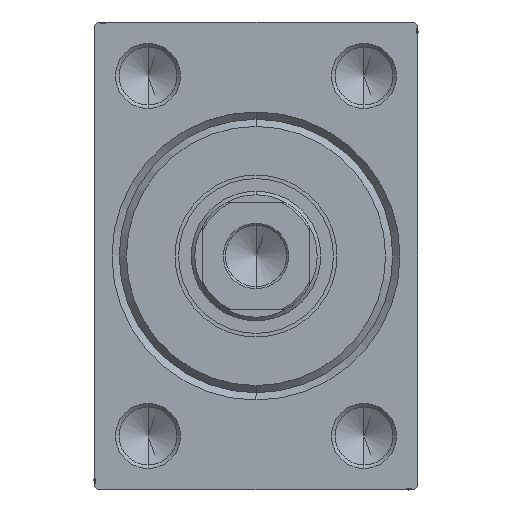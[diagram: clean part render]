
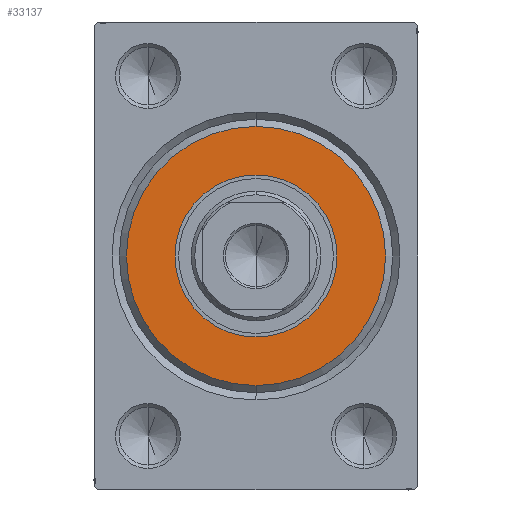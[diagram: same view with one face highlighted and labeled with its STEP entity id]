
A CAD part, left-side view. The second image highlights one B-rep face of the part: STEP entity #33137.
In plain terms, the highlighted face is planar.
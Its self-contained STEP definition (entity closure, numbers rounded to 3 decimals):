
#153 = CIRCLE ( 'NONE', #42789, 18. ) ;
#1238 = DIRECTION ( 'NONE',  ( 1., 0., 0. ) ) ;
#1982 = AXIS2_PLACEMENT_3D ( 'NONE', #5288, #1238, #15924 ) ;
#2690 = DIRECTION ( 'NONE',  ( 0., 0., -1. ) ) ;
#2844 = CARTESIAN_POINT ( 'NONE',  ( 3., 0., 0. ) ) ;
#3098 = VERTEX_POINT ( 'NONE', #7014 ) ;
#3736 = EDGE_CURVE ( 'NONE', #34141, #37474, #24307, .T. ) ;
#3887 = FACE_BOUND ( 'NONE', #18644, .T. ) ;
#5288 = CARTESIAN_POINT ( 'NONE',  ( 3., 0., 0. ) ) ;
#5490 = EDGE_CURVE ( 'NONE', #3098, #38597, #15705, .T. ) ;
#7014 = CARTESIAN_POINT ( 'NONE',  ( 3., 0., 11.25 ) ) ;
#8943 = DIRECTION ( 'NONE',  ( 1., 0., 0. ) ) ;
#9338 = EDGE_CURVE ( 'NONE', #38597, #3098, #35317, .T. ) ;
#11368 = DIRECTION ( 'NONE',  ( 1., 0., 0. ) ) ;
#14071 = FACE_OUTER_BOUND ( 'NONE', #19259, .T. ) ;
#14230 = ORIENTED_EDGE ( 'NONE', *, *, #5490, .F. ) ;
#15429 = CARTESIAN_POINT ( 'NONE',  ( 3., 0., 0. ) ) ;
#15705 = CIRCLE ( 'NONE', #1982, 11.25 ) ;
#15924 = DIRECTION ( 'NONE',  ( 0., 0., -1. ) ) ;
#16717 = DIRECTION ( 'NONE',  ( 1., 0., 0. ) ) ;
#17702 = CARTESIAN_POINT ( 'NONE',  ( 3., 0., 18. ) ) ;
#18644 = EDGE_LOOP ( 'NONE', ( #44099, #14230 ) ) ;
#19148 = AXIS2_PLACEMENT_3D ( 'NONE', #31485, #41468, #41687 ) ;
#19259 = EDGE_LOOP ( 'NONE', ( #23828, #33468 ) ) ;
#19420 = AXIS2_PLACEMENT_3D ( 'NONE', #23502, #16717, #2690 ) ;
#21008 = EDGE_CURVE ( 'NONE', #37474, #34141, #153, .T. ) ;
#23502 = CARTESIAN_POINT ( 'NONE',  ( 3., 0., 0. ) ) ;
#23828 = ORIENTED_EDGE ( 'NONE', *, *, #3736, .T. ) ;
#24307 = CIRCLE ( 'NONE', #36568, 18. ) ;
#29227 = DIRECTION ( 'NONE',  ( 0., 0., -1. ) ) ;
#30448 = DIRECTION ( 'NONE',  ( 0., 0., -1. ) ) ;
#31485 = CARTESIAN_POINT ( 'NONE',  ( 3., 0., 0. ) ) ;
#33137 = ADVANCED_FACE ( 'NONE', ( #14071, #3887 ), #34657, .T. ) ;
#33468 = ORIENTED_EDGE ( 'NONE', *, *, #21008, .T. ) ;
#34141 = VERTEX_POINT ( 'NONE', #17702 ) ;
#34657 = PLANE ( 'NONE',  #19148 ) ;
#35317 = CIRCLE ( 'NONE', #19420, 11.25 ) ;
#36568 = AXIS2_PLACEMENT_3D ( 'NONE', #2844, #8943, #30448 ) ;
#37474 = VERTEX_POINT ( 'NONE', #42098 ) ;
#38597 = VERTEX_POINT ( 'NONE', #42897 ) ;
#41468 = DIRECTION ( 'NONE',  ( 1., 0., 0. ) ) ;
#41687 = DIRECTION ( 'NONE',  ( 0., 0., -1. ) ) ;
#42098 = CARTESIAN_POINT ( 'NONE',  ( 3., 0., -18. ) ) ;
#42789 = AXIS2_PLACEMENT_3D ( 'NONE', #15429, #11368, #29227 ) ;
#42897 = CARTESIAN_POINT ( 'NONE',  ( 3., 0., -11.25 ) ) ;
#44099 = ORIENTED_EDGE ( 'NONE', *, *, #9338, .F. ) ;
